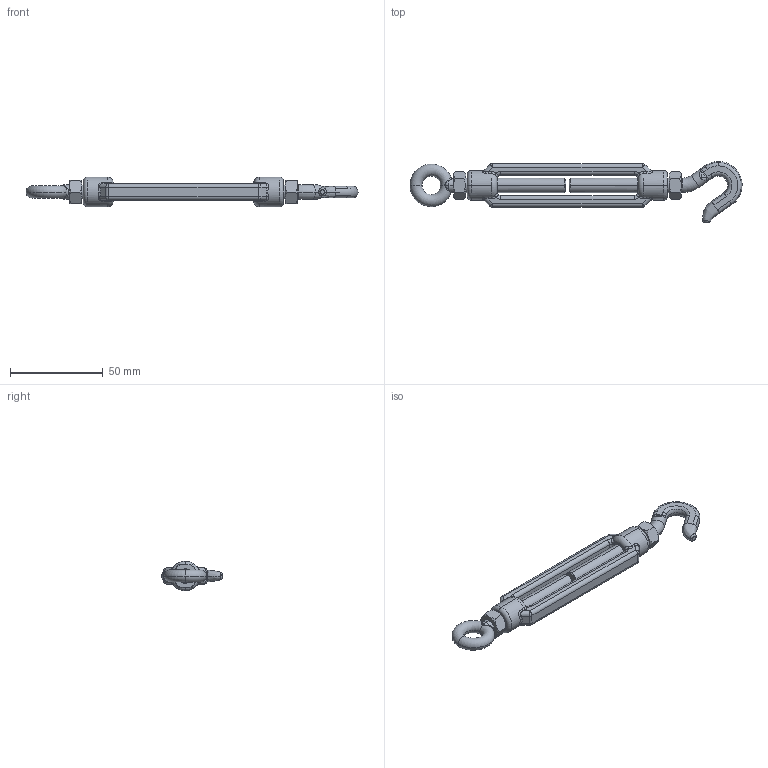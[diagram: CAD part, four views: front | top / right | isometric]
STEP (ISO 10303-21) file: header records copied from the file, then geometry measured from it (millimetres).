
FILE_DESCRIPTION (( 'STEP AP203' ), '1' );
FILE_NAME ('T39500.STEP', '2018-07-23T11:28:24', ( '' ), ( '' ), 'SwSTEP 2.0', 'SolidWorks 2016', '' );
FILE_SCHEMA (( 'CONFIG_CONTROL_DESIGN' ));
Length unit declared in the file: millimetre
Products named in the file (1): T39500
Bounding box: 179.25 x 32.8 x 16 mm (x, y, z)
Volume: 24855.3 mm3; surface area: 11649.2 mm2
Topology: 1 solids, 1 shells, 215 faces, 534 edges, 307 vertices
Faces by surface type: cylinder 63, bspline 54, plane 41, torus 37, cone 12, sphere 8
Entity records: 10006 total; most frequent: CARTESIAN_POINT 5325, ORIENTED_EDGE 1036, DIRECTION 903, EDGE_CURVE 518, AXIS2_PLACEMENT_3D 385, VERTEX_POINT 307, CIRCLE 223, EDGE_LOOP 221
